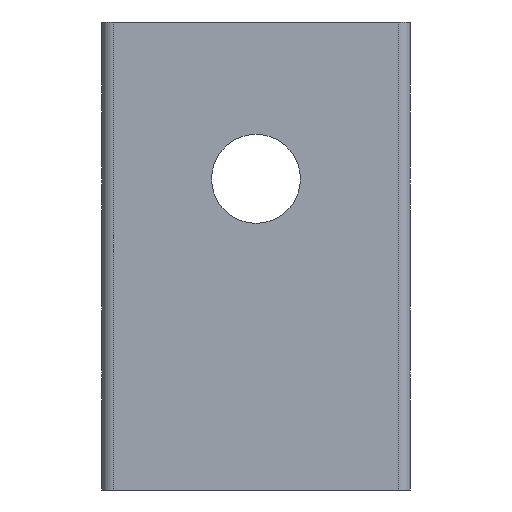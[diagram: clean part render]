
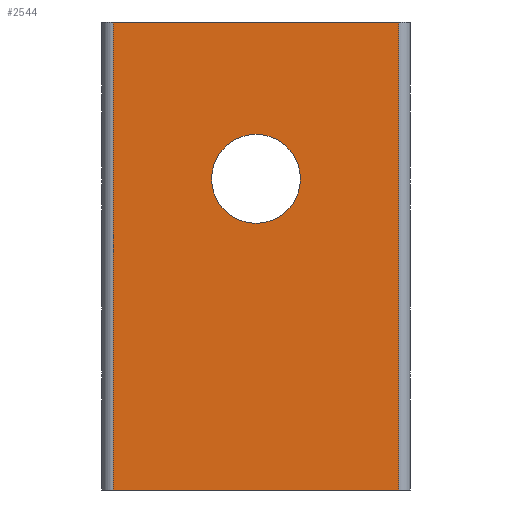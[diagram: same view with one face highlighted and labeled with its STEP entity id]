
A CAD part, front view. The second image highlights one B-rep face of the part: STEP entity #2544.
In plain terms, the highlighted planar face has unit normal (0, -1, 0).
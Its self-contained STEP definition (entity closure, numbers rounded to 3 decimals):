
#55 = PLANE('',#56);
#56 = AXIS2_PLACEMENT_3D('',#57,#58,#59);
#57 = CARTESIAN_POINT('',(-6.605,12.1,-1.));
#58 = DIRECTION('',(0.,0.,1.));
#59 = DIRECTION('',(1.,0.,0.));
#83 = CYLINDRICAL_SURFACE('',#84,0.5);
#84 = AXIS2_PLACEMENT_3D('',#85,#86,#87);
#85 = CARTESIAN_POINT('',(6.105,-0.1,-1.));
#86 = DIRECTION('',(0.,0.,1.));
#87 = DIRECTION('',(1.,0.,0.));
#111 = PLANE('',#112);
#112 = AXIS2_PLACEMENT_3D('',#113,#114,#115);
#113 = CARTESIAN_POINT('',(-6.605,12.1,19.05));
#114 = DIRECTION('',(0.,0.,1.));
#115 = DIRECTION('',(1.,0.,0.));
#1005 = VERTEX_POINT('',#1006);
#1006 = CARTESIAN_POINT('',(-6.105,-0.6,-1.));
#1025 = CYLINDRICAL_SURFACE('',#1026,0.5);
#1026 = AXIS2_PLACEMENT_3D('',#1027,#1028,#1029);
#1027 = CARTESIAN_POINT('',(-6.105,-0.1,-1.));
#1028 = DIRECTION('',(0.,0.,1.));
#1029 = DIRECTION('',(0.,-1.,0.));
#1037 = EDGE_CURVE('',#1005,#1038,#1040,.T.);
#1038 = VERTEX_POINT('',#1039);
#1039 = CARTESIAN_POINT('',(6.105,-0.6,-1.));
#1040 = SURFACE_CURVE('',#1041,(#1045,#1052),.PCURVE_S1.);
#1041 = LINE('',#1042,#1043);
#1042 = CARTESIAN_POINT('',(-6.605,-0.6,-1.));
#1043 = VECTOR('',#1044,1.);
#1044 = DIRECTION('',(1.,0.,0.));
#1045 = PCURVE('',#55,#1046);
#1046 = DEFINITIONAL_REPRESENTATION('',(#1047),#1051);
#1047 = LINE('',#1048,#1049);
#1048 = CARTESIAN_POINT('',(0.,-12.7));
#1049 = VECTOR('',#1050,1.);
#1050 = DIRECTION('',(1.,0.));
#1051 = ( GEOMETRIC_REPRESENTATION_CONTEXT(2) 
PARAMETRIC_REPRESENTATION_CONTEXT() REPRESENTATION_CONTEXT('2D SPACE',''
  ) );
#1052 = PCURVE('',#1053,#1058);
#1053 = PLANE('',#1054);
#1054 = AXIS2_PLACEMENT_3D('',#1055,#1056,#1057);
#1055 = CARTESIAN_POINT('',(-6.605,-0.6,-1.));
#1056 = DIRECTION('',(0.,1.,0.));
#1057 = DIRECTION('',(1.,0.,0.));
#1058 = DEFINITIONAL_REPRESENTATION('',(#1059),#1063);
#1059 = LINE('',#1060,#1061);
#1060 = CARTESIAN_POINT('',(0.,0.));
#1061 = VECTOR('',#1062,1.);
#1062 = DIRECTION('',(1.,0.));
#1063 = ( GEOMETRIC_REPRESENTATION_CONTEXT(2) 
PARAMETRIC_REPRESENTATION_CONTEXT() REPRESENTATION_CONTEXT('2D SPACE',''
  ) );
#2442 = VERTEX_POINT('',#2443);
#2443 = CARTESIAN_POINT('',(-6.105,-0.6,19.05));
#2469 = EDGE_CURVE('',#2442,#2470,#2472,.T.);
#2470 = VERTEX_POINT('',#2471);
#2471 = CARTESIAN_POINT('',(6.105,-0.6,19.05));
#2472 = SURFACE_CURVE('',#2473,(#2477,#2484),.PCURVE_S1.);
#2473 = LINE('',#2474,#2475);
#2474 = CARTESIAN_POINT('',(-6.605,-0.6,19.05));
#2475 = VECTOR('',#2476,1.);
#2476 = DIRECTION('',(1.,0.,0.));
#2477 = PCURVE('',#111,#2478);
#2478 = DEFINITIONAL_REPRESENTATION('',(#2479),#2483);
#2479 = LINE('',#2480,#2481);
#2480 = CARTESIAN_POINT('',(0.,-12.7));
#2481 = VECTOR('',#2482,1.);
#2482 = DIRECTION('',(1.,0.));
#2483 = ( GEOMETRIC_REPRESENTATION_CONTEXT(2) 
PARAMETRIC_REPRESENTATION_CONTEXT() REPRESENTATION_CONTEXT('2D SPACE',''
  ) );
#2484 = PCURVE('',#1053,#2485);
#2485 = DEFINITIONAL_REPRESENTATION('',(#2486),#2490);
#2486 = LINE('',#2487,#2488);
#2487 = CARTESIAN_POINT('',(0.,-20.05));
#2488 = VECTOR('',#2489,1.);
#2489 = DIRECTION('',(1.,0.));
#2490 = ( GEOMETRIC_REPRESENTATION_CONTEXT(2) 
PARAMETRIC_REPRESENTATION_CONTEXT() REPRESENTATION_CONTEXT('2D SPACE',''
  ) );
#2522 = EDGE_CURVE('',#1038,#2470,#2523,.T.);
#2523 = SURFACE_CURVE('',#2524,(#2528,#2535),.PCURVE_S1.);
#2524 = LINE('',#2525,#2526);
#2525 = CARTESIAN_POINT('',(6.105,-0.6,-1.));
#2526 = VECTOR('',#2527,1.);
#2527 = DIRECTION('',(0.,0.,1.));
#2528 = PCURVE('',#83,#2529);
#2529 = DEFINITIONAL_REPRESENTATION('',(#2530),#2534);
#2530 = LINE('',#2531,#2532);
#2531 = CARTESIAN_POINT('',(-1.571,0.));
#2532 = VECTOR('',#2533,1.);
#2533 = DIRECTION('',(-0.,1.));
#2534 = ( GEOMETRIC_REPRESENTATION_CONTEXT(2) 
PARAMETRIC_REPRESENTATION_CONTEXT() REPRESENTATION_CONTEXT('2D SPACE',''
  ) );
#2535 = PCURVE('',#1053,#2536);
#2536 = DEFINITIONAL_REPRESENTATION('',(#2537),#2541);
#2537 = LINE('',#2538,#2539);
#2538 = CARTESIAN_POINT('',(12.71,0.));
#2539 = VECTOR('',#2540,1.);
#2540 = DIRECTION('',(0.,-1.));
#2541 = ( GEOMETRIC_REPRESENTATION_CONTEXT(2) 
PARAMETRIC_REPRESENTATION_CONTEXT() REPRESENTATION_CONTEXT('2D SPACE',''
  ) );
#2544 = ADVANCED_FACE('',(#2545,#2571),#1053,.F.);
#2545 = FACE_BOUND('',#2546,.F.);
#2546 = EDGE_LOOP('',(#2547,#2548,#2569,#2570));
#2547 = ORIENTED_EDGE('',*,*,#1037,.F.);
#2548 = ORIENTED_EDGE('',*,*,#2549,.T.);
#2549 = EDGE_CURVE('',#1005,#2442,#2550,.T.);
#2550 = SURFACE_CURVE('',#2551,(#2555,#2562),.PCURVE_S1.);
#2551 = LINE('',#2552,#2553);
#2552 = CARTESIAN_POINT('',(-6.105,-0.6,-1.));
#2553 = VECTOR('',#2554,1.);
#2554 = DIRECTION('',(0.,0.,1.));
#2555 = PCURVE('',#1053,#2556);
#2556 = DEFINITIONAL_REPRESENTATION('',(#2557),#2561);
#2557 = LINE('',#2558,#2559);
#2558 = CARTESIAN_POINT('',(0.5,0.));
#2559 = VECTOR('',#2560,1.);
#2560 = DIRECTION('',(0.,-1.));
#2561 = ( GEOMETRIC_REPRESENTATION_CONTEXT(2) 
PARAMETRIC_REPRESENTATION_CONTEXT() REPRESENTATION_CONTEXT('2D SPACE',''
  ) );
#2562 = PCURVE('',#1025,#2563);
#2563 = DEFINITIONAL_REPRESENTATION('',(#2564),#2568);
#2564 = LINE('',#2565,#2566);
#2565 = CARTESIAN_POINT('',(-0.,0.));
#2566 = VECTOR('',#2567,1.);
#2567 = DIRECTION('',(-0.,1.));
#2568 = ( GEOMETRIC_REPRESENTATION_CONTEXT(2) 
PARAMETRIC_REPRESENTATION_CONTEXT() REPRESENTATION_CONTEXT('2D SPACE',''
  ) );
#2569 = ORIENTED_EDGE('',*,*,#2469,.T.);
#2570 = ORIENTED_EDGE('',*,*,#2522,.F.);
#2571 = FACE_BOUND('',#2572,.F.);
#2572 = EDGE_LOOP('',(#2573));
#2573 = ORIENTED_EDGE('',*,*,#2574,.F.);
#2574 = EDGE_CURVE('',#2575,#2575,#2577,.T.);
#2575 = VERTEX_POINT('',#2576);
#2576 = CARTESIAN_POINT('',(-1.905,-0.6,12.33));
#2577 = SURFACE_CURVE('',#2578,(#2583,#2590),.PCURVE_S1.);
#2578 = CIRCLE('',#2579,1.905);
#2579 = AXIS2_PLACEMENT_3D('',#2580,#2581,#2582);
#2580 = CARTESIAN_POINT('',(0.,-0.6,12.33));
#2581 = DIRECTION('',(0.,1.,0.));
#2582 = DIRECTION('',(-1.,0.,0.));
#2583 = PCURVE('',#1053,#2584);
#2584 = DEFINITIONAL_REPRESENTATION('',(#2585),#2589);
#2585 = CIRCLE('',#2586,1.905);
#2586 = AXIS2_PLACEMENT_2D('',#2587,#2588);
#2587 = CARTESIAN_POINT('',(6.605,-13.33));
#2588 = DIRECTION('',(-1.,0.));
#2589 = ( GEOMETRIC_REPRESENTATION_CONTEXT(2) 
PARAMETRIC_REPRESENTATION_CONTEXT() REPRESENTATION_CONTEXT('2D SPACE',''
  ) );
#2590 = PCURVE('',#2591,#2596);
#2591 = CYLINDRICAL_SURFACE('',#2592,1.905);
#2592 = AXIS2_PLACEMENT_3D('',#2593,#2594,#2595);
#2593 = CARTESIAN_POINT('',(0.,0.6,12.33));
#2594 = DIRECTION('',(0.,1.,0.));
#2595 = DIRECTION('',(-1.,0.,0.));
#2596 = DEFINITIONAL_REPRESENTATION('',(#2597),#2601);
#2597 = LINE('',#2598,#2599);
#2598 = CARTESIAN_POINT('',(0.,-1.2));
#2599 = VECTOR('',#2600,1.);
#2600 = DIRECTION('',(1.,0.));
#2601 = ( GEOMETRIC_REPRESENTATION_CONTEXT(2) 
PARAMETRIC_REPRESENTATION_CONTEXT() REPRESENTATION_CONTEXT('2D SPACE',''
  ) );
